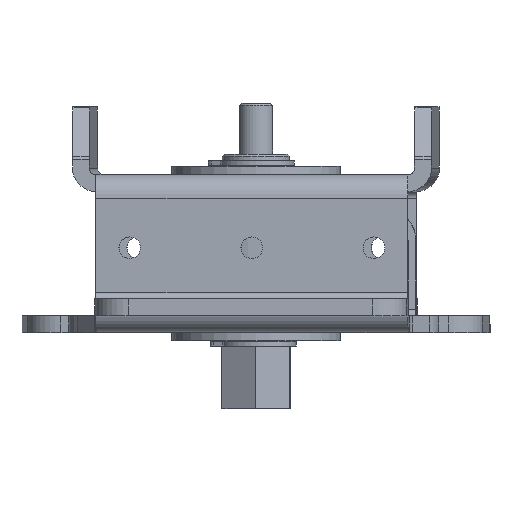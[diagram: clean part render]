
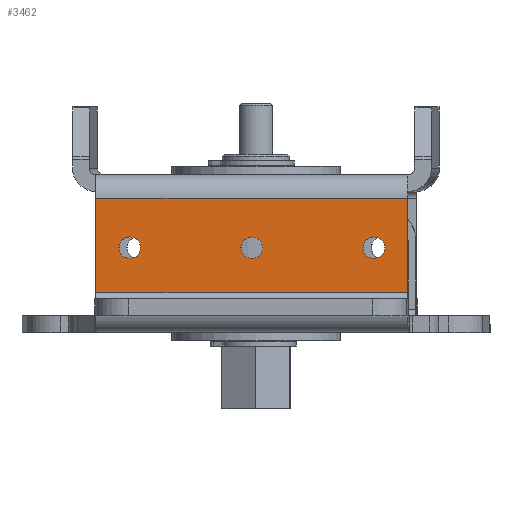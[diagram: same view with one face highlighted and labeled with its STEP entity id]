
A CAD part, left-side view. The second image highlights one B-rep face of the part: STEP entity #3462.
In plain terms, the highlighted face is planar.
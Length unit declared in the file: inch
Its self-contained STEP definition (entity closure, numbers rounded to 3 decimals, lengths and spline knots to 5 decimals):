
#205=CARTESIAN_POINT('',(-0.86913,-0.20842,-0.334));
#206=VERTEX_POINT('',#205);
#207=CARTESIAN_POINT('',(-0.86913,-0.20842,-0.414));
#208=DIRECTION('',(1.0,0.0,0.0));
#209=DIRECTION('',(0.0,0.0,1.0));
#210=AXIS2_PLACEMENT_3D('',#207,#208,#209);
#211=CIRCLE('',#210,0.08);
#212=EDGE_CURVE('',#206,#206,#211,.T.);
#303=CARTESIAN_POINT('',(-0.86913,1.59158,-0.334));
#304=VERTEX_POINT('',#303);
#305=CARTESIAN_POINT('',(-0.86913,1.59158,-0.414));
#306=DIRECTION('',(1.0,0.0,0.0));
#307=DIRECTION('',(0.0,0.0,1.0));
#308=AXIS2_PLACEMENT_3D('',#305,#306,#307);
#309=CIRCLE('',#308,0.08);
#310=EDGE_CURVE('',#304,#304,#309,.T.);
#401=CARTESIAN_POINT('',(-0.86913,0.69158,-0.334));
#402=VERTEX_POINT('',#401);
#403=CARTESIAN_POINT('',(-0.86913,0.69158,-0.414));
#404=DIRECTION('',(1.0,0.0,0.0));
#405=DIRECTION('',(0.0,0.0,1.0));
#406=AXIS2_PLACEMENT_3D('',#403,#404,#405);
#407=CIRCLE('',#406,0.08);
#408=EDGE_CURVE('',#402,#402,#407,.T.);
#2687=CARTESIAN_POINT('',(-0.86913,1.84158,-0.741));
#2688=VERTEX_POINT('',#2687);
#2696=CARTESIAN_POINT('',(-0.86913,1.84158,-0.048));
#2697=VERTEX_POINT('',#2696);
#2698=CARTESIAN_POINT('',(-0.86913,1.84158,-0.741));
#2699=DIRECTION('',(0.0,0.0,1.0));
#2700=VECTOR('',#2699,0.693);
#2701=LINE('',#2698,#2700);
#2702=EDGE_CURVE('',#2688,#2697,#2701,.T.);
#2987=CARTESIAN_POINT('',(-0.86913,-0.45842,-0.048));
#2988=VERTEX_POINT('',#2987);
#2996=CARTESIAN_POINT('',(-0.86913,-0.45842,-0.741));
#2997=VERTEX_POINT('',#2996);
#2998=CARTESIAN_POINT('',(-0.86913,-0.45842,-0.048));
#2999=DIRECTION('',(0.0,0.0,-1.0));
#3000=VECTOR('',#2999,0.693);
#3001=LINE('',#2998,#3000);
#3002=EDGE_CURVE('',#2988,#2997,#3001,.T.);
#3268=CARTESIAN_POINT('',(-0.86913,1.84158,-0.741));
#3269=DIRECTION('',(0.0,-1.0,0.0));
#3270=VECTOR('',#3269,2.3);
#3271=LINE('',#3268,#3270);
#3272=EDGE_CURVE('',#2688,#2997,#3271,.T.);
#3399=CARTESIAN_POINT('',(-0.86913,-0.45842,-0.048));
#3400=DIRECTION('',(0.0,1.0,0.0));
#3401=VECTOR('',#3400,2.3);
#3402=LINE('',#3399,#3401);
#3403=EDGE_CURVE('',#2988,#2697,#3402,.T.);
#3442=CARTESIAN_POINT('',(-0.86913,0.69158,-0.404));
#3443=DIRECTION('',(-1.0,0.0,0.0));
#3444=DIRECTION('',(0.0,0.0,1.0));
#3445=AXIS2_PLACEMENT_3D('',#3442,#3443,#3444);
#3446=PLANE('',#3445);
#3447=ORIENTED_EDGE('',*,*,#3272,.T.);
#3448=ORIENTED_EDGE('',*,*,#3002,.F.);
#3449=ORIENTED_EDGE('',*,*,#3403,.T.);
#3450=ORIENTED_EDGE('',*,*,#2702,.F.);
#3451=EDGE_LOOP('',(#3447,#3448,#3449,#3450));
#3452=FACE_OUTER_BOUND('',#3451,.T.);
#3453=ORIENTED_EDGE('',*,*,#212,.T.);
#3454=EDGE_LOOP('',(#3453));
#3455=FACE_BOUND('',#3454,.T.);
#3456=ORIENTED_EDGE('',*,*,#310,.T.);
#3457=EDGE_LOOP('',(#3456));
#3458=FACE_BOUND('',#3457,.T.);
#3459=ORIENTED_EDGE('',*,*,#408,.T.);
#3460=EDGE_LOOP('',(#3459));
#3461=FACE_BOUND('',#3460,.T.);
#3462=ADVANCED_FACE('',(#3452,#3455,#3458,#3461),#3446,.T.);
